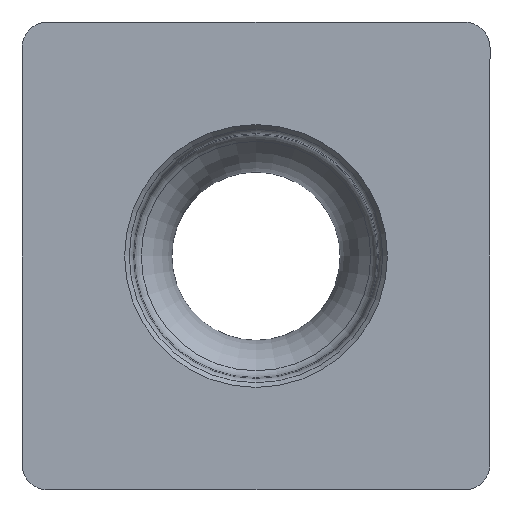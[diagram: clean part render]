
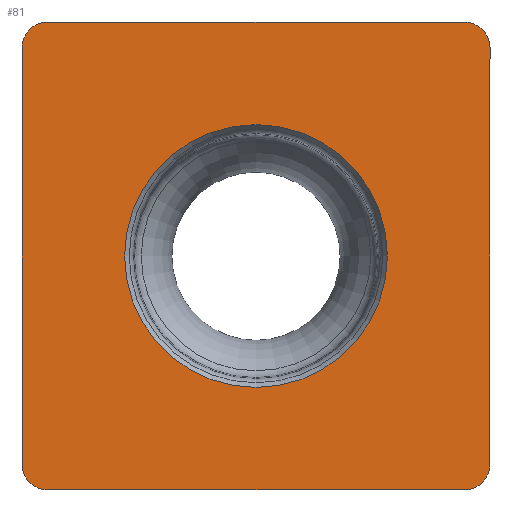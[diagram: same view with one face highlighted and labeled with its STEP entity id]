
A CAD part, top view. The second image highlights one B-rep face of the part: STEP entity #81.
In plain terms, the highlighted planar face has unit normal (0, 0, 1).
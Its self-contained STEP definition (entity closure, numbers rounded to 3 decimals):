
#49=ELLIPSE('',#319,0.519,0.5);
#50=ELLIPSE('',#320,0.519,0.5);
#51=ELLIPSE('',#321,0.519,0.5);
#52=ELLIPSE('',#322,0.519,0.5);
#55=FACE_BOUND('',#112,.T.);
#56=FACE_BOUND('',#113,.T.);
#70=CIRCLE('',#318,2.5);
#81=ADVANCED_FACE('',(#55,#56),#97,.F.);
#97=PLANE('',#323);
#112=EDGE_LOOP('',(#155));
#113=EDGE_LOOP('',(#156,#157,#158,#159,#160,#161,#162,#163));
#155=ORIENTED_EDGE('',*,*,#236,.T.);
#156=ORIENTED_EDGE('',*,*,#229,.F.);
#157=ORIENTED_EDGE('',*,*,#237,.T.);
#158=ORIENTED_EDGE('',*,*,#223,.F.);
#159=ORIENTED_EDGE('',*,*,#238,.T.);
#160=ORIENTED_EDGE('',*,*,#219,.F.);
#161=ORIENTED_EDGE('',*,*,#239,.T.);
#162=ORIENTED_EDGE('',*,*,#217,.F.);
#163=ORIENTED_EDGE('',*,*,#240,.T.);
#194=VERTEX_POINT('',#476);
#195=VERTEX_POINT('',#478);
#196=VERTEX_POINT('',#482);
#197=VERTEX_POINT('',#483);
#200=VERTEX_POINT('',#491);
#201=VERTEX_POINT('',#492);
#206=VERTEX_POINT('',#503);
#207=VERTEX_POINT('',#505);
#209=VERTEX_POINT('',#516);
#217=EDGE_CURVE('',#194,#195,#248,.T.);
#219=EDGE_CURVE('',#196,#197,#250,.T.);
#223=EDGE_CURVE('',#200,#201,#254,.T.);
#229=EDGE_CURVE('',#206,#207,#260,.T.);
#236=EDGE_CURVE('',#209,#209,#70,.T.);
#237=EDGE_CURVE('',#206,#201,#49,.T.);
#238=EDGE_CURVE('',#200,#197,#50,.T.);
#239=EDGE_CURVE('',#196,#195,#51,.T.);
#240=EDGE_CURVE('',#194,#207,#52,.T.);
#248=LINE('',#477,#264);
#250=LINE('',#481,#266);
#254=LINE('',#490,#270);
#260=LINE('',#504,#276);
#264=VECTOR('',#347,1.);
#266=VECTOR('',#351,1.);
#270=VECTOR('',#357,1.);
#276=VECTOR('',#365,1.);
#318=AXIS2_PLACEMENT_3D('',#515,#381,#382);
#319=AXIS2_PLACEMENT_3D('',#517,#383,#384);
#320=AXIS2_PLACEMENT_3D('',#518,#385,#386);
#321=AXIS2_PLACEMENT_3D('',#519,#387,#388);
#322=AXIS2_PLACEMENT_3D('',#520,#389,#390);
#323=AXIS2_PLACEMENT_3D('',#521,#391,#392);
#347=DIRECTION('',(0.,-1.,0.));
#351=DIRECTION('',(-1.,0.,0.));
#357=DIRECTION('',(0.,1.,0.));
#365=DIRECTION('',(1.,0.,0.));
#381=DIRECTION('',(0.,0.,-1.));
#382=DIRECTION('',(-1.,0.,0.));
#383=DIRECTION('',(0.,0.,1.));
#384=DIRECTION('',(-0.707,0.707,0.));
#385=DIRECTION('',(0.,0.,1.));
#386=DIRECTION('',(-0.707,-0.707,0.));
#387=DIRECTION('',(0.,0.,1.));
#388=DIRECTION('',(0.707,-0.707,0.));
#389=DIRECTION('',(0.,0.,1.));
#390=DIRECTION('',(0.707,0.707,0.));
#391=DIRECTION('',(0.,0.,-1.));
#392=DIRECTION('',(-1.,0.,0.));
#476=CARTESIAN_POINT('',(4.45,3.959,0.));
#477=CARTESIAN_POINT('',(4.45,4.45,0.));
#478=CARTESIAN_POINT('',(4.45,-3.959,0.));
#481=CARTESIAN_POINT('',(4.45,-4.45,0.));
#482=CARTESIAN_POINT('',(3.959,-4.45,0.));
#483=CARTESIAN_POINT('',(-3.959,-4.45,0.));
#490=CARTESIAN_POINT('',(-4.45,4.45,0.));
#491=CARTESIAN_POINT('',(-4.45,-3.959,0.));
#492=CARTESIAN_POINT('',(-4.45,3.959,0.));
#503=CARTESIAN_POINT('',(-3.959,4.45,0.));
#504=CARTESIAN_POINT('',(4.45,4.45,0.));
#505=CARTESIAN_POINT('',(3.959,4.45,0.));
#515=CARTESIAN_POINT('',(0.,0.,0.));
#516=CARTESIAN_POINT('',(-2.5,0.,0.));
#517=CARTESIAN_POINT('',(-3.941,3.941,0.));
#518=CARTESIAN_POINT('',(-3.941,-3.941,0.));
#519=CARTESIAN_POINT('',(3.941,-3.941,0.));
#520=CARTESIAN_POINT('',(3.941,3.941,0.));
#521=CARTESIAN_POINT('',(0.,0.,0.));
